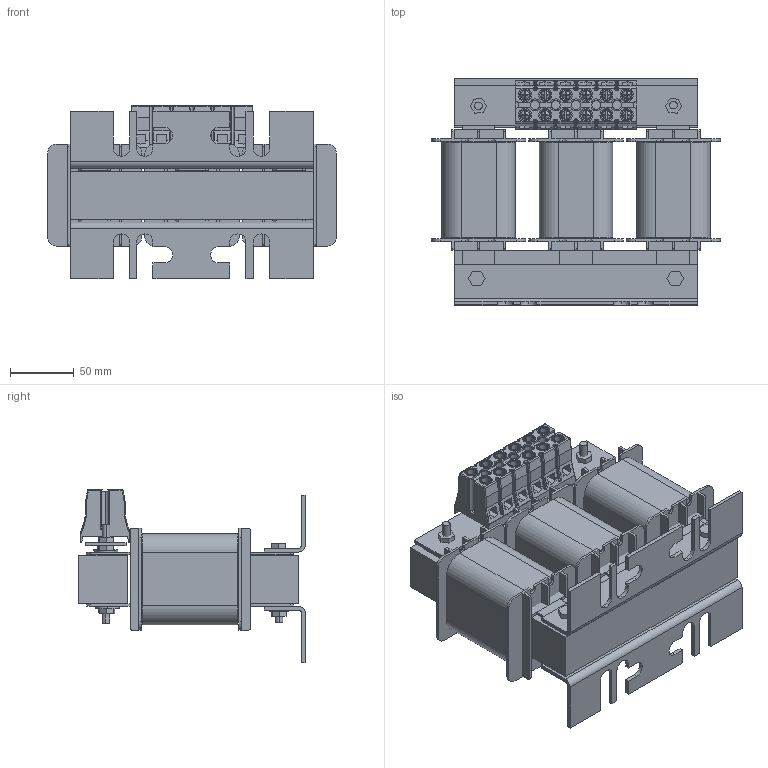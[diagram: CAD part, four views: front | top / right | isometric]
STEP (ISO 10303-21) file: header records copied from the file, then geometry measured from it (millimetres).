
FILE_DESCRIPTION (( 'STEP AP214' ), '1' );
FILE_NAME ('LR-4050.STEP', '2012-03-05T13:23:19', ( ' ' ), ( ' ' ), 'SwSTEP 2.0', 'SolidWorks 2011', '' );
FILE_SCHEMA (( 'AUTOMOTIVE_DESIGN' ));
Length unit declared in the file: millimetre
Products named in the file (1): LR-4050
Bounding box: 227 x 177.7 x 136.42 mm (x, y, z)
Volume: 2657784 mm3; surface area: 472549.9 mm2
Topology: 48 solids, 48 shells, 1510 faces, 3775 edges, 2418 vertices
Faces by surface type: plane 855, cylinder 512, torus 73, sphere 48, bspline 22
Entity records: 58546 total; most frequent: CARTESIAN_POINT 8720, DIRECTION 7822, ORIENTED_EDGE 7550, EDGE_CURVE 3775, AXIS2_PLACEMENT_3D 2696, LINE 2430, VECTOR 2430, VERTEX_POINT 2418
